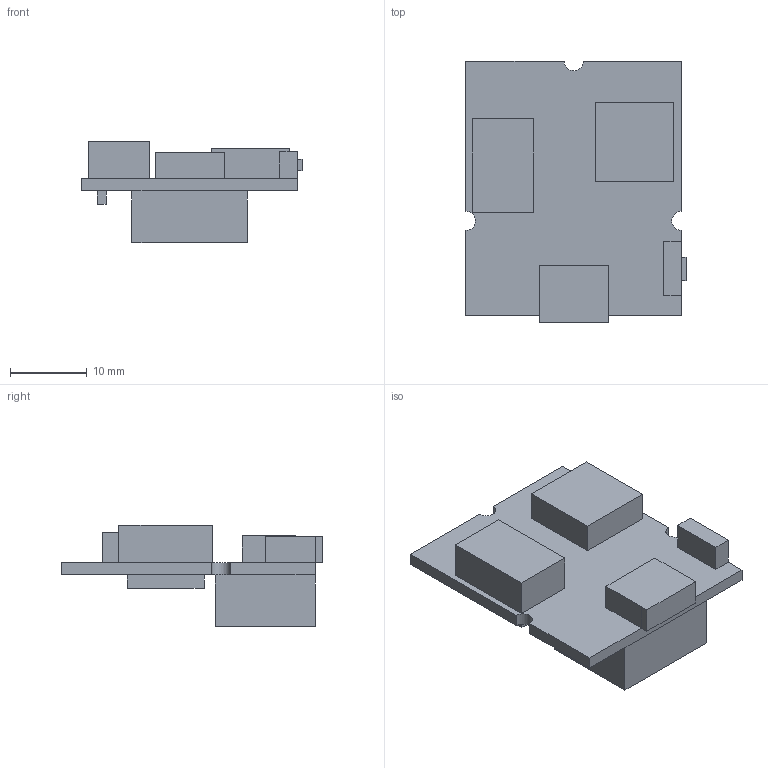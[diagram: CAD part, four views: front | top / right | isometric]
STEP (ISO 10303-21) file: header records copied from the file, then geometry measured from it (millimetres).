
FILE_DESCRIPTION(('FreeCAD Model'),'2;1');
FILE_NAME('Open CASCADE Shape Model','2025-01-20T14:42:43',(''),(''), 'Open CASCADE STEP processor 7.8','FreeCAD','Unknown');
FILE_SCHEMA(('AUTOMOTIVE_DESIGN { 1 0 10303 214 1 1 1 1 }'));
Length unit declared in the file: millimetre
Products named in the file (1): Body
Bounding box: 28.6 x 34 x 13.2 mm (x, y, z)
Volume: 3970.7 mm3; surface area: 3008 mm2
Topology: 1 solids, 1 shells, 50 faces, 124 edges, 80 vertices
Faces by surface type: plane 47, cylinder 3
Entity records: 1472 total; most frequent: CARTESIAN_POINT 255, ORIENTED_EDGE 248, DIRECTION 232, EDGE_CURVE 124, LINE 118, VECTOR 118, VERTEX_POINT 80, AXIS2_PLACEMENT_3D 57
